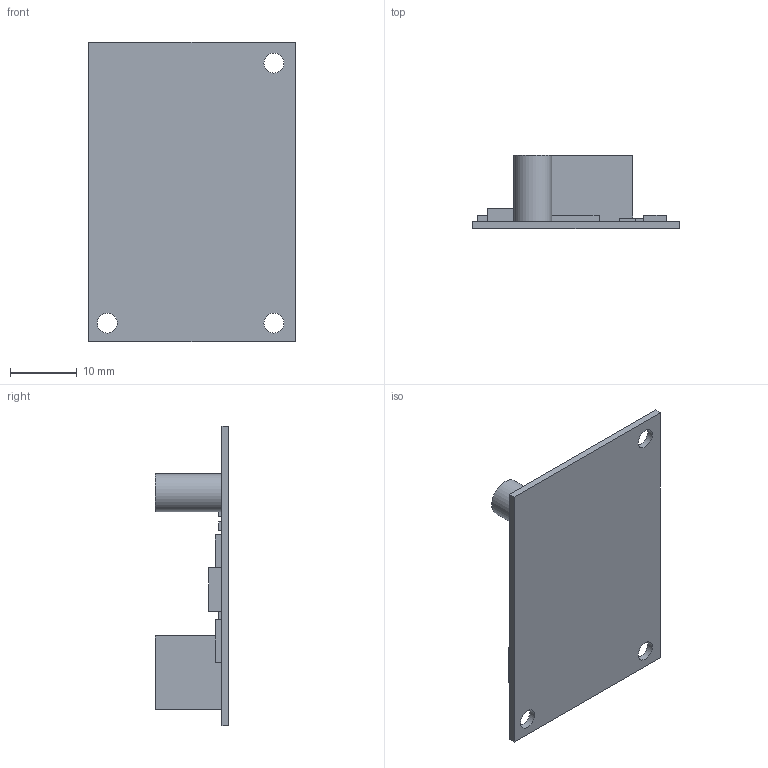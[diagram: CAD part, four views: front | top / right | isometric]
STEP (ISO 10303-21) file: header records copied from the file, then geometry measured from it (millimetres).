
FILE_DESCRIPTION(/* description */ (''),/* implementation_level */ '2;1');
FILE_NAME(/* name */ 'cn3791 module v0.step',/* time_stamp */ '2018-03-27T22:44:51-07:00',/* author */ ('dr.weidinger'),/* organization */ (''),/* preprocessor_version */ 'ST-DEVELOPER v16.13',/* originating_system */ 'Autodesk Translation Framework v6.5.0.72',/* authorisation */ '');
FILE_SCHEMA (('AUTOMOTIVE_DESIGN { 1 0 10303 214 3 1 1 }'));
Length unit declared in the file: millimetre
Products named in the file (1): cn3791 module
Bounding box: 31 x 11 x 45 mm (x, y, z)
Volume: 3377.3 mm3; surface area: 3779.3 mm2
Topology: 1 solids, 1 shells, 81 faces, 192 edges, 128 vertices
Faces by surface type: plane 77, cylinder 4
Full cylindrical faces by diameter (mm): 3 x3, 5.686 x1
Entity records: 2339 total; most frequent: CARTESIAN_POINT 402, ORIENTED_EDGE 384, DIRECTION 364, EDGE_CURVE 192, LINE 184, VECTOR 184, VERTEX_POINT 128, EDGE_LOOP 102
